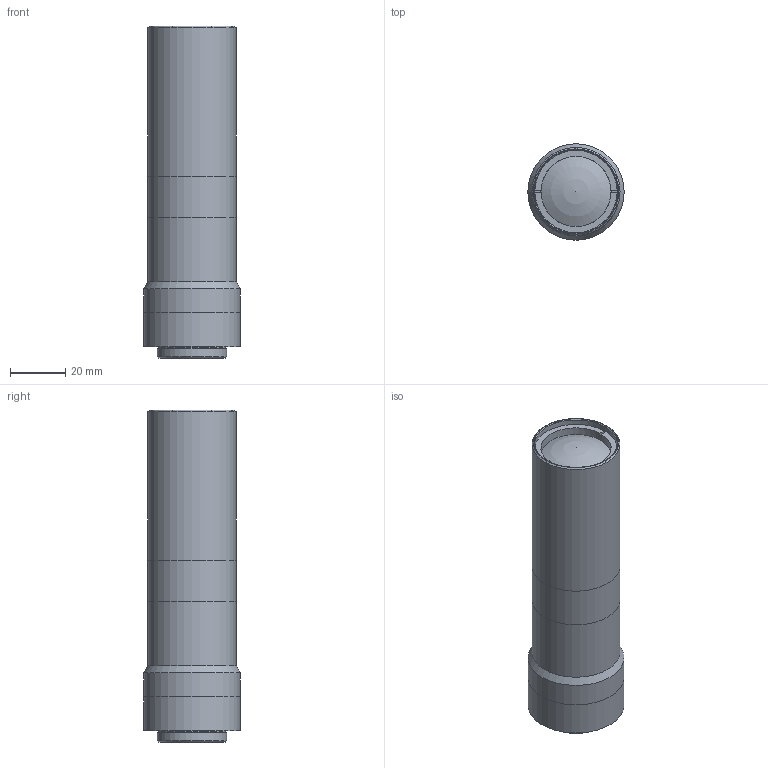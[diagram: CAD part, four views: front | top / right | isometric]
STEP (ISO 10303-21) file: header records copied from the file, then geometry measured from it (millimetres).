
FILE_DESCRIPTION(/* description */ (''),/* implementation_level */ '2;1');
FILE_NAME(/* name */ 'TOB11_11.0-80-F10-WN.stp',/* time_stamp */ '2020-06-15T11:02:53+02:00',/* author */ (''),/* organization */ (''),/* preprocessor_version */ 'ST-DEVELOPER v16.5',/* originating_system */ 'Autodesk Inventor 2017',/* authorisation */ '');
FILE_SCHEMA (('AUTOMOTIVE_DESIGN { 1 0 10303 214 3 1 1 }'));
Length unit declared in the file: millimetre
Products named in the file (1): TOB11_11.0-80-F10-WN
Bounding box: 35 x 35 x 120.66 mm (x, y, z)
Volume: 133822.9 mm3; surface area: 47969.1 mm2
Topology: 12 solids, 12 shells, 183 faces, 405 edges, 264 vertices
Faces by surface type: plane 83, cylinder 60, cone 28, sphere 8, torus 4
Full cylindrical faces by diameter (mm): 1.567 x2, 2 x1, 14 x1, 14.46 x1, 15.46 x1, 16 x1, 16.46 x1, 17.4 x1, 19 x1, 19.8 x1, 19.96 x1, 20 x1, 21 x2, 22 x3, 22.145 x1, 22.46 x1, 23 x1, 23.46 x2, 23.76 x1, 24.46 x1, 24.6 x1, 25 x1, 25.4 x1, 25.5 x1, 26.46 x1, 26.5 x3, 27 x2, 27.26 x1, 28 x3, 28.6 x1
Entity records: 4752 total; most frequent: CARTESIAN_POINT 930, DIRECTION 792, ORIENTED_EDGE 570, AXIS2_PLACEMENT_3D 346, EDGE_LOOP 300, EDGE_CURVE 285, VERTEX_POINT 229, STYLED_ITEM 182
